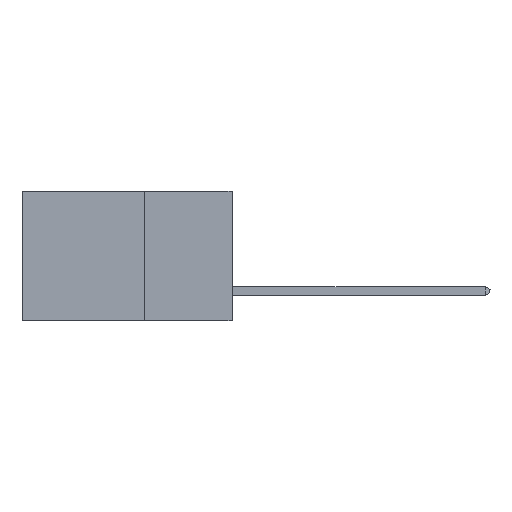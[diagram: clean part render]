
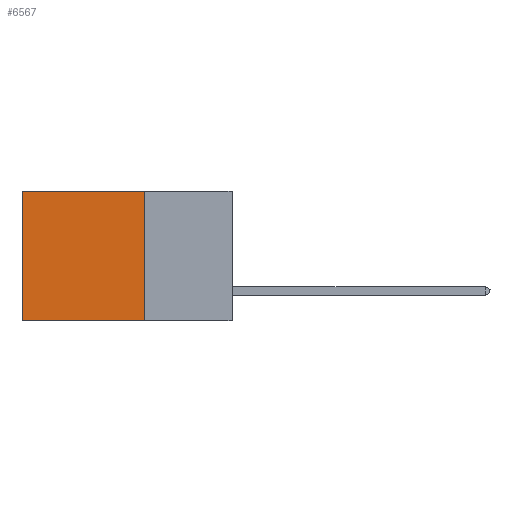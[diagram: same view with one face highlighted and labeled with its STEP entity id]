
A CAD part, left-side view. The second image highlights one B-rep face of the part: STEP entity #6567.
In plain terms, the highlighted planar face has unit normal (-1, 0, 0).
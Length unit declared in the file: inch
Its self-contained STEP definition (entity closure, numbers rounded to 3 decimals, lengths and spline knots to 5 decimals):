
#303 = CARTESIAN_POINT ( 'NONE',  ( 0.2875, 0.25, 0. ) ) ;
#2124 = DIRECTION ( 'NONE',  ( 0., 1., 0. ) ) ;
#2788 = EDGE_LOOP ( 'NONE', ( #11588, #10286, #29806, #28435 ) ) ;
#5101 = LINE ( 'NONE', #21880, #11389 ) ;
#5695 = FACE_OUTER_BOUND ( 'NONE', #2788, .T. ) ;
#6567 = ADVANCED_FACE ( 'NONE', ( #5695 ), #19373, .F. ) ;
#7198 = LINE ( 'NONE', #21583, #25836 ) ;
#8184 = CARTESIAN_POINT ( 'NONE',  ( 0.2875, 0.25, 0. ) ) ;
#8643 = VECTOR ( 'NONE', #23607, 39.37008 ) ;
#9250 = DIRECTION ( 'NONE',  ( 0., 1., 0. ) ) ;
#9934 = VERTEX_POINT ( 'NONE', #11824 ) ;
#10286 = ORIENTED_EDGE ( 'NONE', *, *, #24354, .F. ) ;
#11389 = VECTOR ( 'NONE', #2124, 39.37008 ) ;
#11588 = ORIENTED_EDGE ( 'NONE', *, *, #21445, .T. ) ;
#11824 = CARTESIAN_POINT ( 'NONE',  ( 0.2875, 0.6, -0.37 ) ) ;
#15016 = DIRECTION ( 'NONE',  ( 0., 0., -1. ) ) ;
#15386 = CARTESIAN_POINT ( 'NONE',  ( 0.2875, 0.25, -0.37 ) ) ;
#16311 = VERTEX_POINT ( 'NONE', #30296 ) ;
#19373 = PLANE ( 'NONE',  #22108 ) ;
#21445 = EDGE_CURVE ( 'NONE', #16311, #9934, #31854, .T. ) ;
#21493 = VECTOR ( 'NONE', #15016, 39.37008 ) ;
#21583 = CARTESIAN_POINT ( 'NONE',  ( 0.2875, 0.25, -0.37 ) ) ;
#21880 = CARTESIAN_POINT ( 'NONE',  ( 0.2875, 0.25, 0. ) ) ;
#22108 = AXIS2_PLACEMENT_3D ( 'NONE', #26923, #24858, #24789 ) ;
#22806 = EDGE_CURVE ( 'NONE', #28264, #16311, #5101, .T. ) ;
#23162 = VERTEX_POINT ( 'NONE', #15386 ) ;
#23607 = DIRECTION ( 'NONE',  ( 0., 0., -1. ) ) ;
#24354 = EDGE_CURVE ( 'NONE', #23162, #9934, #7198, .T. ) ;
#24612 = LINE ( 'NONE', #303, #21493 ) ;
#24789 = DIRECTION ( 'NONE',  ( 0., 0., -1. ) ) ;
#24858 = DIRECTION ( 'NONE',  ( 1., 0., 0. ) ) ;
#24916 = EDGE_CURVE ( 'NONE', #28264, #23162, #24612, .T. ) ;
#25836 = VECTOR ( 'NONE', #9250, 39.37008 ) ;
#26923 = CARTESIAN_POINT ( 'NONE',  ( 0.2875, 0.25, 0. ) ) ;
#27926 = CARTESIAN_POINT ( 'NONE',  ( 0.2875, 0.6, 0. ) ) ;
#28264 = VERTEX_POINT ( 'NONE', #8184 ) ;
#28435 = ORIENTED_EDGE ( 'NONE', *, *, #22806, .T. ) ;
#29806 = ORIENTED_EDGE ( 'NONE', *, *, #24916, .F. ) ;
#30296 = CARTESIAN_POINT ( 'NONE',  ( 0.2875, 0.6, 0. ) ) ;
#31854 = LINE ( 'NONE', #27926, #8643 ) ;
